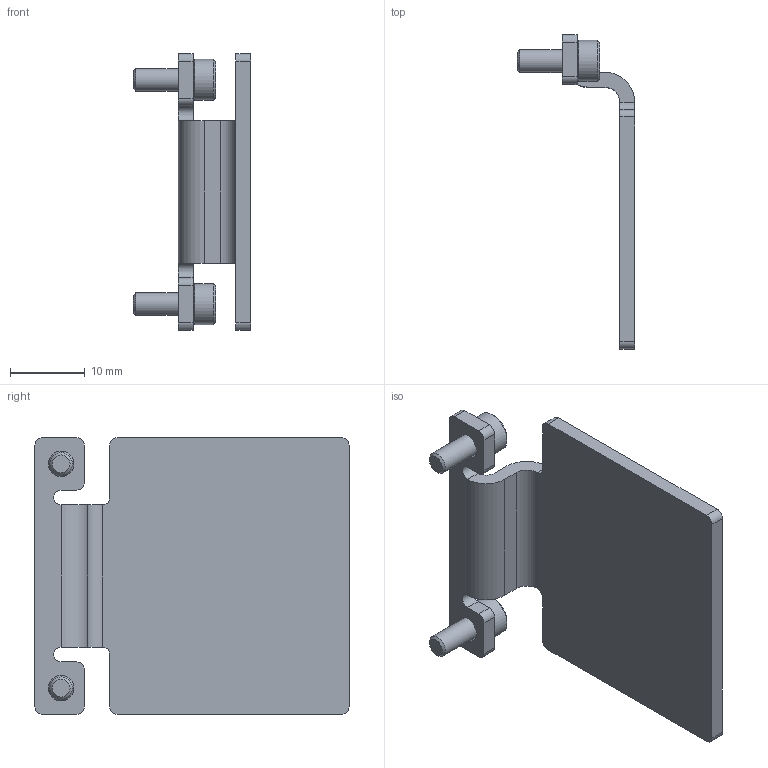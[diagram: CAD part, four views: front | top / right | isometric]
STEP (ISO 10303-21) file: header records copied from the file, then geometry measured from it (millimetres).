
FILE_DESCRIPTION(/* description */ ('STEP AP214'),/* implementation_level */ '2;1');
FILE_NAME(/* name */ '8067261_EAPM-L2-60-SLS',/* time_stamp */ '2024-08-23T05:49:13+02:00',/* author */ ('License CC BY-ND 4.0'),/* organization */ ('CADENAS'),/* preprocessor_version */ 'ST-DEVELOPER v19.3',/* originating_system */ 'PARTsolutions',/* authorisation */ ' ');
FILE_SCHEMA (('AUTOMOTIVE_DESIGN {1 0 10303 214 3 1 1}'));
Length unit declared in the file: millimetre
Products named in the file (3): 8067261 EAPM-L2-60-SLS; 8142259 EAPM-L2-60-SLS-F1A---(p); ISO-4762 M3x8
Assembly tree (3 placements, depth 2):
  8067261 EAPM-L2-60-SLS
    8142259 EAPM-L2-60-SLS-F1A---(p)
    ISO-4762 M3x8  x2
Bounding box: 15.7 x 42 x 37 mm (x, y, z)
Volume: 3355.2 mm3; surface area: 3943.3 mm2
Topology: 3 solids, 3 shells, 96 faces, 236 edges, 148 vertices
Faces by surface type: plane 50, cylinder 24, cone 22
Full cylindrical faces by diameter (mm): 3 x2, 3.4 x2, 5.5 x2
Entity records: 2075 total; most frequent: CARTESIAN_POINT 363, DIRECTION 358, ORIENTED_EDGE 320, EDGE_CURVE 160, AXIS2_PLACEMENT_3D 132, VERTEX_POINT 107, LINE 94, VECTOR 94
